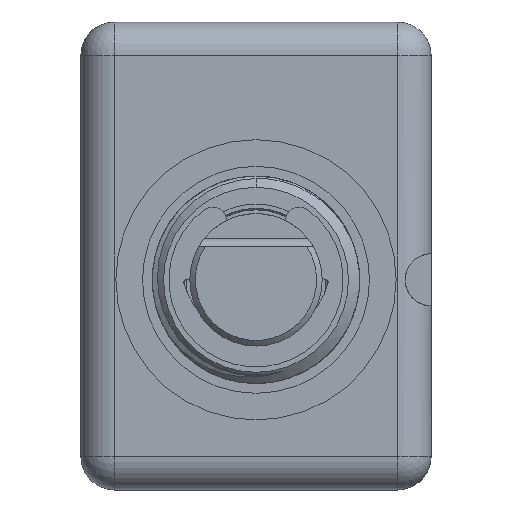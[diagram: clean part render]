
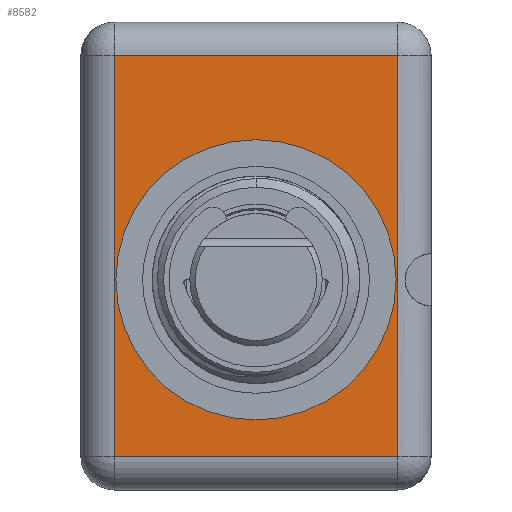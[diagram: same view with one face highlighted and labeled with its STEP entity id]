
A CAD part, front view. The second image highlights one B-rep face of the part: STEP entity #8582.
In plain terms, the highlighted planar face has unit normal (0, -1, 0).
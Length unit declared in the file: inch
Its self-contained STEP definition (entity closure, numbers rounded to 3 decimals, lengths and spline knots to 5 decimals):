
#2176=CARTESIAN_POINT('',(0.,0.007,0.));
#2177=DIRECTION('',(0.,-1.,0.));
#2178=DIRECTION('',(0.,0.,1.));
#2179=AXIS2_PLACEMENT_3D('',#2176,#2177,#2178);
#2181=CARTESIAN_POINT('',(0.,0.007,0.));
#2182=DIRECTION('',(0.,-1.,0.));
#2183=DIRECTION('',(0.,0.,-1.));
#2184=AXIS2_PLACEMENT_3D('',#2181,#2182,#2183);
#2195=DIRECTION('',(1.,0.,0.));
#2196=VECTOR('',#2195,0.505);
#2197=CARTESIAN_POINT('',(-0.2525,0.007,-0.315));
#2198=LINE('',#2197,#2196);
#2679=DIRECTION('',(0.,0.,-1.));
#2680=VECTOR('',#2679,0.715);
#2681=CARTESIAN_POINT('',(-0.2525,0.007,0.4));
#2682=LINE('',#2681,#2680);
#2763=DIRECTION('',(-1.,0.,0.));
#2764=VECTOR('',#2763,0.505);
#2765=CARTESIAN_POINT('',(0.2525,0.007,0.4));
#2766=LINE('',#2765,#2764);
#2837=DIRECTION('',(0.,0.,1.));
#2838=VECTOR('',#2837,0.715);
#2839=CARTESIAN_POINT('',(0.2525,0.007,-0.315));
#2840=LINE('',#2839,#2838);
#5259=CARTESIAN_POINT('',(-0.2525,0.007,-0.315));
#5260=CARTESIAN_POINT('',(0.2525,0.007,-0.315));
#5261=VERTEX_POINT('',#5259);
#5262=VERTEX_POINT('',#5260);
#5263=CARTESIAN_POINT('',(0.2525,0.007,0.4));
#5264=VERTEX_POINT('',#5263);
#5265=CARTESIAN_POINT('',(-0.2525,0.007,0.4));
#5266=VERTEX_POINT('',#5265);
#5791=CARTESIAN_POINT('',(0.,0.007,0.25));
#5792=CARTESIAN_POINT('',(0.,0.007,-0.25));
#5793=VERTEX_POINT('',#5791);
#5794=VERTEX_POINT('',#5792);
#8562=CARTESIAN_POINT('',(0.,0.007,0.));
#8563=DIRECTION('',(0.,1.,0.));
#8564=DIRECTION('',(-1.,0.,0.));
#8565=AXIS2_PLACEMENT_3D('',#8562,#8563,#8564);
#8566=PLANE('',#8565);
#8568=ORIENTED_EDGE('',*,*,#8567,.F.);
#8570=ORIENTED_EDGE('',*,*,#8569,.F.);
#8572=ORIENTED_EDGE('',*,*,#8571,.F.);
#8574=ORIENTED_EDGE('',*,*,#8573,.F.);
#8575=EDGE_LOOP('',(#8568,#8570,#8572,#8574));
#8576=FACE_OUTER_BOUND('',#8575,.F.);
#8578=ORIENTED_EDGE('',*,*,#8577,.T.);
#8579=ORIENTED_EDGE('',*,*,#8552,.T.);
#8580=EDGE_LOOP('',(#8578,#8579));
#8581=FACE_BOUND('',#8580,.F.);
#8582=ADVANCED_FACE('',(#8576,#8581),#8566,.F.);
#2180=CIRCLE('',#2179,0.25);
#2185=CIRCLE('',#2184,0.25);
#8552=EDGE_CURVE('',#5794,#5793,#2185,.T.);
#8567=EDGE_CURVE('',#5261,#5262,#2198,.T.);
#8569=EDGE_CURVE('',#5266,#5261,#2682,.T.);
#8571=EDGE_CURVE('',#5264,#5266,#2766,.T.);
#8573=EDGE_CURVE('',#5262,#5264,#2840,.T.);
#8577=EDGE_CURVE('',#5793,#5794,#2180,.T.);
